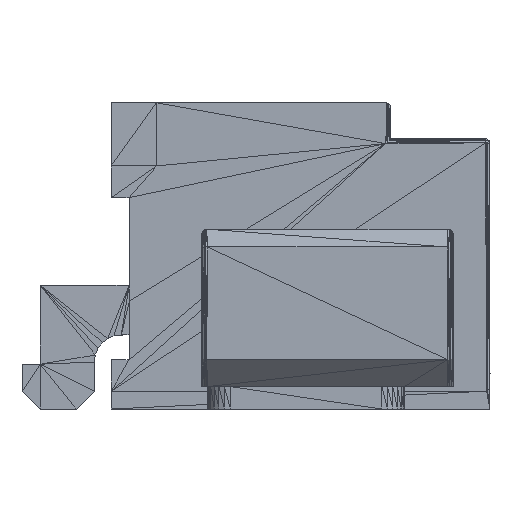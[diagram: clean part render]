
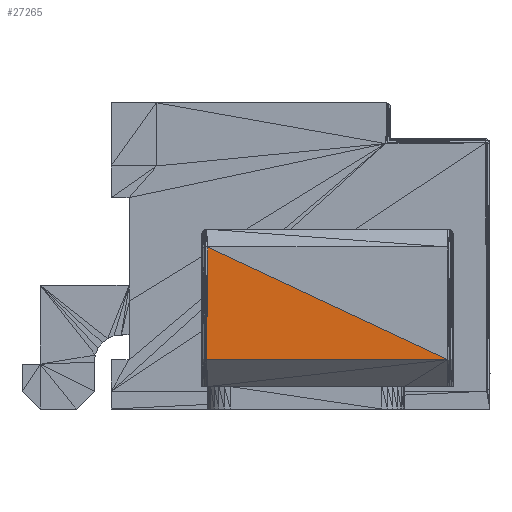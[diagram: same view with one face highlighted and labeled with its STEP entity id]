
A CAD part, left-side view. The second image highlights one B-rep face of the part: STEP entity #27265.
In plain terms, the highlighted planar face has unit normal (-1, 0, 0).
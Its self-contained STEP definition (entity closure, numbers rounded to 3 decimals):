
#1921=FACE_OUTER_BOUND('',#4222,.T.);
#4222=EDGE_LOOP('',(#21864,#21865,#21866));
#7387=LINE('',#43573,#10844);
#7501=LINE('',#43802,#10958);
#7502=LINE('',#43803,#10959);
#10844=VECTOR('',#36407,10.);
#10958=VECTOR('',#36669,10.);
#10959=VECTOR('',#36670,10.);
#12467=VERTEX_POINT('',#43563);
#12469=VERTEX_POINT('',#43571);
#12510=VERTEX_POINT('',#43801);
#15457=EDGE_CURVE('',#12467,#12469,#7387,.T.);
#15571=EDGE_CURVE('',#12510,#12469,#7501,.T.);
#15572=EDGE_CURVE('',#12510,#12467,#7502,.T.);
#21864=ORIENTED_EDGE('',*,*,#15457,.T.);
#21865=ORIENTED_EDGE('',*,*,#15571,.F.);
#21866=ORIENTED_EDGE('',*,*,#15572,.T.);
#24964=PLANE('',#29582);
#27265=ADVANCED_FACE('',(#1921),#24964,.T.);
#29582=AXIS2_PLACEMENT_3D('',#43800,#36667,#36668);
#36407=DIRECTION('',(0.,-1.,0.));
#36667=DIRECTION('center_axis',(-1.,0.,0.));
#36668=DIRECTION('ref_axis',(0.,0.,1.));
#36669=DIRECTION('',(0.,-0.905,-0.425));
#36670=DIRECTION('',(0.,0.012,-1.));
#43563=CARTESIAN_POINT('',(-6.18,2.499,5.509));
#43571=CARTESIAN_POINT('',(-6.18,-0.244,5.509));
#43573=CARTESIAN_POINT('',(-6.18,2.499,5.509));
#43800=CARTESIAN_POINT('Origin',(-6.18,2.483,6.789));
#43801=CARTESIAN_POINT('',(-6.18,2.483,6.789));
#43802=CARTESIAN_POINT('',(-6.18,2.483,6.789));
#43803=CARTESIAN_POINT('',(-6.18,2.483,6.789));
